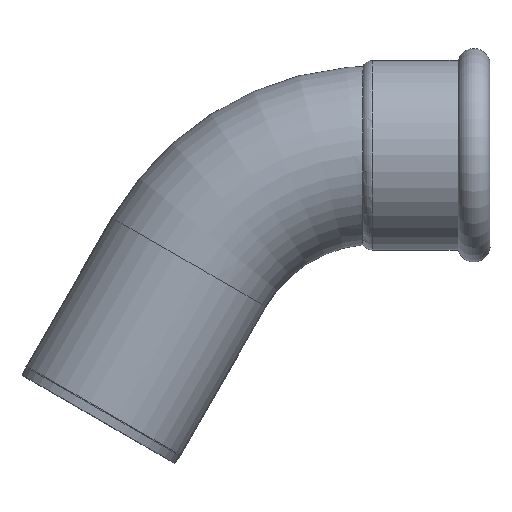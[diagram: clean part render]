
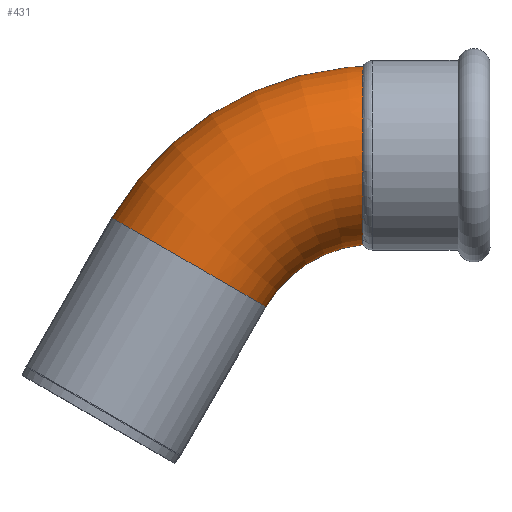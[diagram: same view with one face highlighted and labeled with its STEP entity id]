
A CAD part, top view. The second image highlights one B-rep face of the part: STEP entity #431.
In plain terms, the highlighted toroidal (fillet/blend) face has major radius 65 mm and minor radius 27 mm.
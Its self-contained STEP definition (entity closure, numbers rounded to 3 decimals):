
#18=B_SPLINE_CURVE_WITH_KNOTS('',3,(#853,#854,#855,#856,#857,#858,#859,
#860,#861,#862,#863,#864),.UNSPECIFIED.,.F.,.F.,(4,2,2,2,2,4),(8.516,
9.501,10.552,11.608,12.666,12.785),
 .UNSPECIFIED.);
#19=B_SPLINE_CURVE_WITH_KNOTS('',3,(#866,#867,#868,#869,#870,#871,#872,
#873,#874,#875,#876,#877,#878,#879,#880,#881,#882,#883,#884,#885),
 .UNSPECIFIED.,.F.,.F.,(4,2,2,2,2,2,2,2,2,4),(0.,1.054,2.108,
3.163,4.22,5.277,6.336,7.395,
8.451,8.516),.UNSPECIFIED.);
#20=B_SPLINE_CURVE_WITH_KNOTS('',3,(#886,#887,#888,#889,#890,#891,#892,
#893,#894,#895,#896,#897),.UNSPECIFIED.,.F.,.F.,(4,2,2,2,2,4),(12.785,
13.724,14.78,15.835,16.432,17.029),
 .UNSPECIFIED.);
#64=FACE_OUTER_BOUND('',#83,.T.);
#83=EDGE_LOOP('',(#364,#365,#366,#367,#368,#369,#370));
#126=CIRCLE('',#504,27.);
#127=CIRCLE('',#505,27.);
#138=CIRCLE('',#520,38.);
#177=VERTEX_POINT('',#777);
#178=VERTEX_POINT('',#778);
#190=VERTEX_POINT('',#850);
#191=VERTEX_POINT('',#852);
#192=VERTEX_POINT('',#865);
#238=EDGE_CURVE('',#177,#178,#126,.T.);
#240=EDGE_CURVE('',#178,#177,#127,.T.);
#255=EDGE_CURVE('',#191,#190,#18,.T.);
#256=EDGE_CURVE('',#192,#191,#19,.T.);
#257=EDGE_CURVE('',#190,#192,#20,.T.);
#258=EDGE_CURVE('',#191,#178,#138,.T.);
#364=ORIENTED_EDGE('',*,*,#256,.T.);
#365=ORIENTED_EDGE('',*,*,#258,.T.);
#366=ORIENTED_EDGE('',*,*,#238,.F.);
#367=ORIENTED_EDGE('',*,*,#240,.F.);
#368=ORIENTED_EDGE('',*,*,#258,.F.);
#369=ORIENTED_EDGE('',*,*,#255,.T.);
#370=ORIENTED_EDGE('',*,*,#257,.T.);
#415=TOROIDAL_SURFACE('',#519,65.,27.);
#431=ADVANCED_FACE('',(#64),#415,.T.);
#504=AXIS2_PLACEMENT_3D('',#779,#632,#633);
#505=AXIS2_PLACEMENT_3D('',#781,#635,#636);
#519=AXIS2_PLACEMENT_3D('',#898,#664,#665);
#520=AXIS2_PLACEMENT_3D('',#899,#666,#667);
#632=DIRECTION('center_axis',(-0.5,-0.866,0.));
#633=DIRECTION('ref_axis',(0.,0.,-1.));
#635=DIRECTION('center_axis',(-0.5,-0.866,0.));
#636=DIRECTION('ref_axis',(0.,0.,-1.));
#664=DIRECTION('center_axis',(0.,0.,-1.));
#665=DIRECTION('ref_axis',(-1.,0.,0.));
#666=DIRECTION('center_axis',(0.,0.,1.));
#667=DIRECTION('ref_axis',(-1.,0.,0.));
#777=CARTESIAN_POINT('',(-91.292,-32.5,27.));
#778=CARTESIAN_POINT('',(-67.909,-46.,0.));
#779=CARTESIAN_POINT('Origin',(-91.292,-32.5,0.));
#781=CARTESIAN_POINT('Origin',(-91.292,-32.5,0.));
#850=CARTESIAN_POINT('',(-38.631,0.,27.));
#852=CARTESIAN_POINT('',(-38.53,-27.164,0.));
#853=CARTESIAN_POINT('Ctrl Pts',(-38.53,-27.164,0.));
#854=CARTESIAN_POINT('Ctrl Pts',(-38.53,-27.164,3.282));
#855=CARTESIAN_POINT('Ctrl Pts',(-38.534,-26.564,6.537));
#856=CARTESIAN_POINT('Ctrl Pts',(-38.548,-24.141,12.879));
#857=CARTESIAN_POINT('Ctrl Pts',(-38.558,-22.265,15.876));
#858=CARTESIAN_POINT('Ctrl Pts',(-38.58,-17.464,21.001));
#859=CARTESIAN_POINT('Ctrl Pts',(-38.591,-14.58,23.075));
#860=CARTESIAN_POINT('Ctrl Pts',(-38.612,-8.172,26.009));
#861=CARTESIAN_POINT('Ctrl Pts',(-38.621,-4.708,26.837));
#862=CARTESIAN_POINT('Ctrl Pts',(-38.629,-0.789,26.994));
#863=CARTESIAN_POINT('Ctrl Pts',(-38.63,-0.394,27.001));
#864=CARTESIAN_POINT('Ctrl Pts',(-38.631,0.,
27.));
#865=CARTESIAN_POINT('',(-38.672,26.927,0.));
#866=CARTESIAN_POINT('Ctrl Pts',(-38.672,26.927,0.));
#867=CARTESIAN_POINT('Ctrl Pts',(-38.672,26.927,-3.513));
#868=CARTESIAN_POINT('Ctrl Pts',(-38.672,26.24,-6.993));
#869=CARTESIAN_POINT('Ctrl Pts',(-38.669,23.573,-13.494));
#870=CARTESIAN_POINT('Ctrl Pts',(-38.666,21.616,-16.454));
#871=CARTESIAN_POINT('Ctrl Pts',(-38.66,16.678,-21.459));
#872=CARTESIAN_POINT('Ctrl Pts',(-38.656,13.742,-23.456));
#873=CARTESIAN_POINT('Ctrl Pts',(-38.646,7.267,-26.215));
#874=CARTESIAN_POINT('Ctrl Pts',(-38.639,3.79,-26.949));
#875=CARTESIAN_POINT('Ctrl Pts',(-38.624,-3.257,-27.046));
#876=CARTESIAN_POINT('Ctrl Pts',(-38.615,-6.759,-26.405));
#877=CARTESIAN_POINT('Ctrl Pts',(-38.596,-13.323,-23.816));
#878=CARTESIAN_POINT('Ctrl Pts',(-38.585,-16.324,-21.892));
#879=CARTESIAN_POINT('Ctrl Pts',(-38.563,-21.415,-17.));
#880=CARTESIAN_POINT('Ctrl Pts',(-38.552,-23.458,-14.079));
#881=CARTESIAN_POINT('Ctrl Pts',(-38.536,-26.298,-7.629));
#882=CARTESIAN_POINT('Ctrl Pts',(-38.531,-27.072,-4.163));
#883=CARTESIAN_POINT('Ctrl Pts',(-38.53,-27.162,-0.43));
#884=CARTESIAN_POINT('Ctrl Pts',(-38.53,-27.164,-0.215));
#885=CARTESIAN_POINT('Ctrl Pts',(-38.53,-27.164,0.));
#886=CARTESIAN_POINT('Ctrl Pts',(-38.631,0.,
27.));
#887=CARTESIAN_POINT('Ctrl Pts',(-38.638,3.125,26.988));
#888=CARTESIAN_POINT('Ctrl Pts',(-38.644,6.229,26.435));
#889=CARTESIAN_POINT('Ctrl Pts',(-38.654,12.479,24.156));
#890=CARTESIAN_POINT('Ctrl Pts',(-38.658,15.519,22.315));
#891=CARTESIAN_POINT('Ctrl Pts',(-38.665,20.72,17.572));
#892=CARTESIAN_POINT('Ctrl Pts',(-38.668,22.831,14.718));
#893=CARTESIAN_POINT('Ctrl Pts',(-38.67,25.186,9.74));
#894=CARTESIAN_POINT('Ctrl Pts',(-38.671,25.835,7.854));
#895=CARTESIAN_POINT('Ctrl Pts',(-38.672,26.707,3.972));
#896=CARTESIAN_POINT('Ctrl Pts',(-38.672,26.927,1.989));
#897=CARTESIAN_POINT('Ctrl Pts',(-38.672,26.927,0.));
#898=CARTESIAN_POINT('Origin',(-35.,-65.,0.));
#899=CARTESIAN_POINT('Origin',(-35.,-65.,0.));
